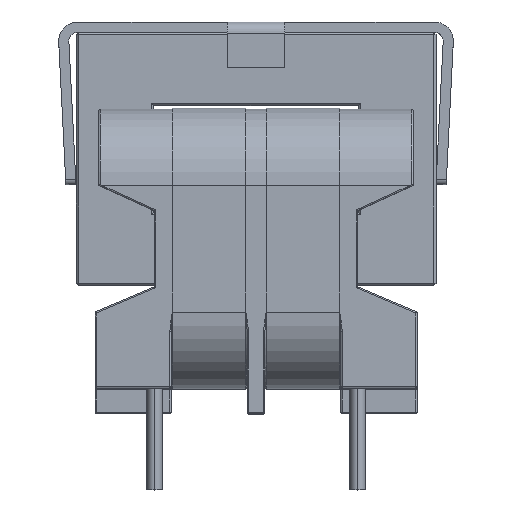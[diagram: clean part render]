
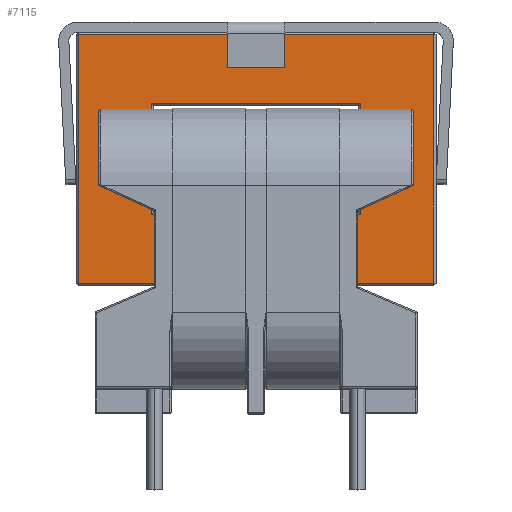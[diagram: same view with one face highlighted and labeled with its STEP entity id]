
A CAD part, top view. The second image highlights one B-rep face of the part: STEP entity #7115.
In plain terms, the highlighted planar face has unit normal (0, 0, 1).
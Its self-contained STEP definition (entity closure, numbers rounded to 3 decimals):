
#7109 = ORIENTED_EDGE ( 'NONE', *, *, #7111, .T. ) ;
#7110 = VERTEX_POINT ( 'NONE', #11685 ) ;
#7111 = EDGE_CURVE ( 'NONE', #7190, #7110, #11684, .T. ) ;
#7112 = EDGE_CURVE ( 'NONE', #7113, #7190, #11680, .T. ) ;
#7113 = VERTEX_POINT ( 'NONE', #11731 ) ;
#7115 = ADVANCED_FACE ( 'NONE', ( #11730, #11729 ), #11728, .F. ) ;
#7119 = EDGE_LOOP ( 'NONE', ( #7191, #7109, #7189, #7188 ) ) ;
#7131 = VERTEX_POINT ( 'NONE', #11732 ) ;
#7132 = EDGE_CURVE ( 'NONE', #7131, #7113, #11786, .T. ) ;
#7133 = EDGE_LOOP ( 'NONE', ( #7186, #7517, #7520, #7522 ) ) ;
#7136 = EDGE_CURVE ( 'NONE', #7110, #7131, #11782, .T. ) ;
#7185 = VERTEX_POINT ( 'NONE', #11828 ) ;
#7186 = ORIENTED_EDGE ( 'NONE', *, *, #7187, .T. ) ;
#7187 = EDGE_CURVE ( 'NONE', #7185, #7516, #11827, .T. ) ;
#7188 = ORIENTED_EDGE ( 'NONE', *, *, #7132, .T. ) ;
#7189 = ORIENTED_EDGE ( 'NONE', *, *, #7136, .T. ) ;
#7190 = VERTEX_POINT ( 'NONE', #11823 ) ;
#7191 = ORIENTED_EDGE ( 'NONE', *, *, #7112, .T. ) ;
#7516 = VERTEX_POINT ( 'NONE', #12422 ) ;
#7517 = ORIENTED_EDGE ( 'NONE', *, *, #7529, .T. ) ;
#7518 = VERTEX_POINT ( 'NONE', #12421 ) ;
#7520 = ORIENTED_EDGE ( 'NONE', *, *, #7521, .T. ) ;
#7521 = EDGE_CURVE ( 'NONE', #7524, #7518, #12420, .T. ) ;
#7522 = ORIENTED_EDGE ( 'NONE', *, *, #7523, .T. ) ;
#7523 = EDGE_CURVE ( 'NONE', #7518, #7185, #12476, .T. ) ;
#7524 = VERTEX_POINT ( 'NONE', #12472 ) ;
#7529 = EDGE_CURVE ( 'NONE', #7516, #7524, #12460, .T. ) ;
#11677 = DIRECTION ( 'NONE',  ( 0., 1., 0. ) ) ;
#11678 = VECTOR ( 'NONE', #11677, 1000. ) ;
#11679 = CARTESIAN_POINT ( 'NONE',  ( -4.132, 12.15, 1.375 ) ) ;
#11680 = LINE ( 'NONE', #11679, #11678 ) ;
#11681 = DIRECTION ( 'NONE',  ( 1., 0., 0. ) ) ;
#11682 = VECTOR ( 'NONE', #11681, 1000. ) ;
#11683 = CARTESIAN_POINT ( 'NONE',  ( 4.032, 12.25, 1.375 ) ) ;
#11684 = LINE ( 'NONE', #11683, #11682 ) ;
#11685 = CARTESIAN_POINT ( 'NONE',  ( 4.132, 12.25, 1.375 ) ) ;
#11722 = DIRECTION ( 'NONE',  ( -1., 0., 0. ) ) ;
#11723 = DIRECTION ( 'NONE',  ( 0., 0., -1. ) ) ;
#11724 = CARTESIAN_POINT ( 'NONE',  ( 7.1, 5.05, 1.375 ) ) ;
#11727 = AXIS2_PLACEMENT_3D ( 'NONE', #11724, #11723, #11722 ) ;
#11728 = PLANE ( 'NONE',  #11727 ) ;
#11729 = FACE_OUTER_BOUND ( 'NONE', #7133, .T. ) ;
#11730 = FACE_BOUND ( 'NONE', #7119, .T. ) ;
#11731 = CARTESIAN_POINT ( 'NONE',  ( -4.132, 7.85, 1.375 ) ) ;
#11732 = CARTESIAN_POINT ( 'NONE',  ( 4.132, 7.85, 1.375 ) ) ;
#11779 = DIRECTION ( 'NONE',  ( 0., -1., 0. ) ) ;
#11780 = VECTOR ( 'NONE', #11779, 1000. ) ;
#11781 = CARTESIAN_POINT ( 'NONE',  ( 4.132, 7.95, 1.375 ) ) ;
#11782 = LINE ( 'NONE', #11781, #11780 ) ;
#11783 = DIRECTION ( 'NONE',  ( -1., 0., 0. ) ) ;
#11784 = VECTOR ( 'NONE', #11783, 1000. ) ;
#11785 = CARTESIAN_POINT ( 'NONE',  ( -4.032, 7.85, 1.375 ) ) ;
#11786 = LINE ( 'NONE', #11785, #11784 ) ;
#11823 = CARTESIAN_POINT ( 'NONE',  ( -4.132, 12.25, 1.375 ) ) ;
#11824 = DIRECTION ( 'NONE',  ( 0., -1., 0. ) ) ;
#11825 = VECTOR ( 'NONE', #11824, 1000. ) ;
#11826 = CARTESIAN_POINT ( 'NONE',  ( -7., 5.05, 1.375 ) ) ;
#11827 = LINE ( 'NONE', #11826, #11825 ) ;
#11828 = CARTESIAN_POINT ( 'NONE',  ( -7., 14.95, 1.375 ) ) ;
#12417 = DIRECTION ( 'NONE',  ( 0., 1., 0. ) ) ;
#12418 = VECTOR ( 'NONE', #12417, 1000. ) ;
#12419 = CARTESIAN_POINT ( 'NONE',  ( 7., 5.05, 1.375 ) ) ;
#12420 = LINE ( 'NONE', #12419, #12418 ) ;
#12421 = CARTESIAN_POINT ( 'NONE',  ( 7., 14.95, 1.375 ) ) ;
#12422 = CARTESIAN_POINT ( 'NONE',  ( -7., 5.15, 1.375 ) ) ;
#12457 = DIRECTION ( 'NONE',  ( 1., 0., 0. ) ) ;
#12458 = VECTOR ( 'NONE', #12457, 1000. ) ;
#12459 = CARTESIAN_POINT ( 'NONE',  ( 7.1, 5.15, 1.375 ) ) ;
#12460 = LINE ( 'NONE', #12459, #12458 ) ;
#12472 = CARTESIAN_POINT ( 'NONE',  ( 7., 5.15, 1.375 ) ) ;
#12473 = DIRECTION ( 'NONE',  ( -1., 0., 0. ) ) ;
#12474 = VECTOR ( 'NONE', #12473, 1000. ) ;
#12475 = CARTESIAN_POINT ( 'NONE',  ( 7.1, 14.95, 1.375 ) ) ;
#12476 = LINE ( 'NONE', #12475, #12474 ) ;
